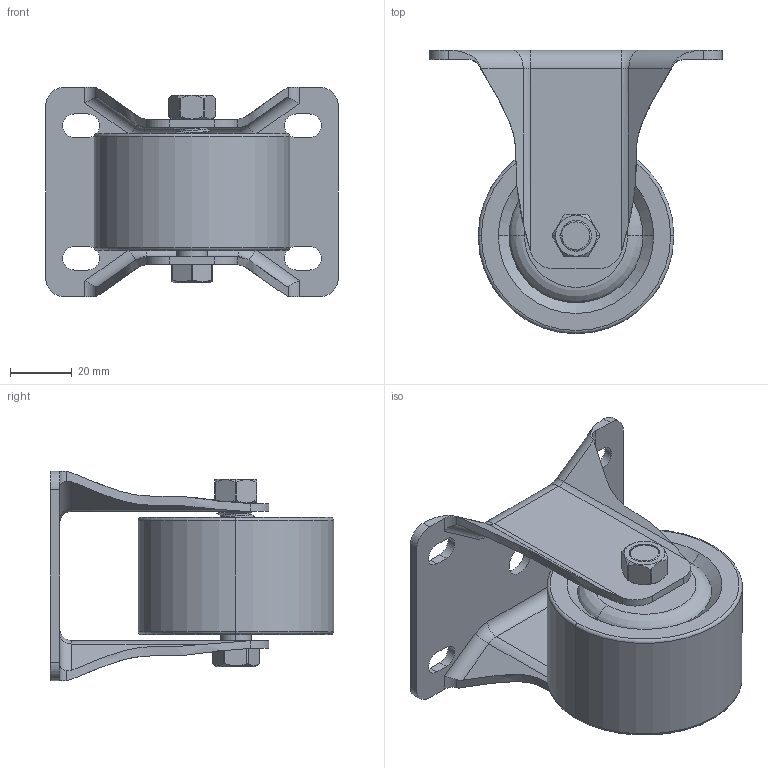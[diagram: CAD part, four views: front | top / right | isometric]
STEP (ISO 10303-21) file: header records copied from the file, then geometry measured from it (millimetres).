
FILE_DESCRIPTION((''),'2;1');
FILE_NAME('2DIAN5CUN-DZX-DX_ASM','2021-03-26T',('Administrator'),(''),'PRO/ENGINEER BY PARAMETRIC TECHNOLOGY CORPORATION, 2013240','PRO/ENGINEER BY PARAMETRIC TECHNOLOGY CORPORATION, 2013240','');
FILE_SCHEMA(('CONFIG_CONTROL_DESIGN'));
Length unit declared in the file: millimetre
Products named in the file (5): 2DIAN5CUN-DZX-DX-; LUNZI-63O5X38; LUODING-61; LUOMAO-15; 2DIAN5CUN-DZX-DX_ASM
Assembly tree (4 placements, depth 2):
  2DIAN5CUN-DZX-DX_ASM
    2DIAN5CUN-DZX-DX-
    LUNZI-63O5X38
    LUODING-61
    LUOMAO-15
Bounding box: 95 x 92 x 68 mm (x, y, z)
Volume: 149393.2 mm3; surface area: 42623.8 mm2
Topology: 4 solids, 4 shells, 208 faces, 571 edges, 374 vertices
Faces by surface type: cylinder 108, plane 55, torus 17, bspline 16, cone 6, extrusion 4, revolution 2
Entity records: 11028 total; most frequent: CARTESIAN_POINT 5865, ORIENTED_EDGE 1142, DIRECTION 933, EDGE_CURVE 571, VERTEX_POINT 374, AXIS2_PLACEMENT_3D 350, VECTOR 231, EDGE_LOOP 229
